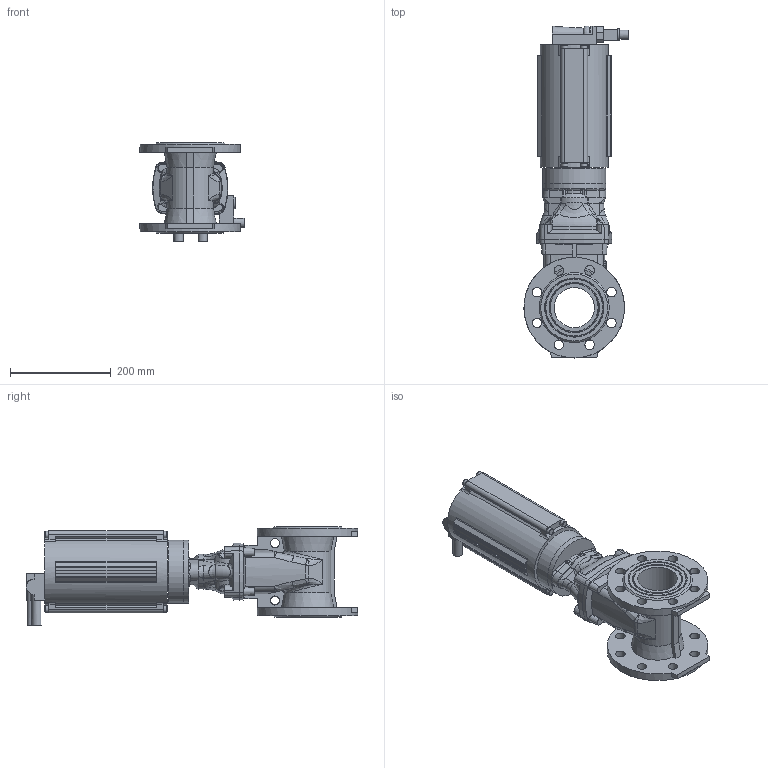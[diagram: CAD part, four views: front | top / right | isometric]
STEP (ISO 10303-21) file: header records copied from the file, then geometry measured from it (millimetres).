
FILE_DESCRIPTION (( 'STEP AP203' ), '1' );
FILE_NAME ('O_715_30_DN080_0XXX9_AA0_step.step', '2016-02-15T08:31:40', ( 'Windows User' ), ( 'AVK' ), 'SwSTEP 2.0', 'SolidWorks 2012', '' );
FILE_SCHEMA (( 'CONFIG_CONTROL_DESIGN' ));
Length unit declared in the file: millimetre
Products named in the file (1): O_715_30_DN080_0XXX9_AA0_step
Bounding box: 206.96 x 660 x 196.5 mm (x, y, z)
Volume: 7757960.5 mm3; surface area: 532677.8 mm2
Topology: 1 solids, 1 shells, 669 faces, 1758 edges, 1099 vertices
Faces by surface type: plane 307, cylinder 141, cone 111, bspline 80, torus 26, sphere 4
Full cylindrical faces by diameter (mm): 13 x8, 14 x1, 18 x3, 19 x18, 23 x1, 32 x1, 80 x1, 125 x2, 200 x2
Entity records: 26356 total; most frequent: CARTESIAN_POINT 10939, ORIENTED_EDGE 3284, DIRECTION 3013, EDGE_CURVE 1642, AXIS2_PLACEMENT_3D 1160, VERTEX_POINT 1070, EDGE_LOOP 802, FACE_OUTER_BOUND 710
